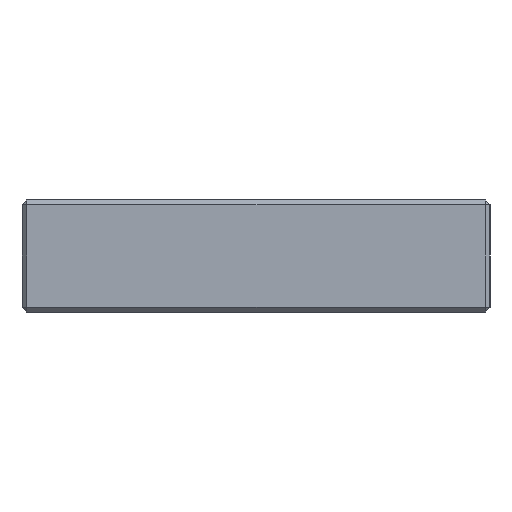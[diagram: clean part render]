
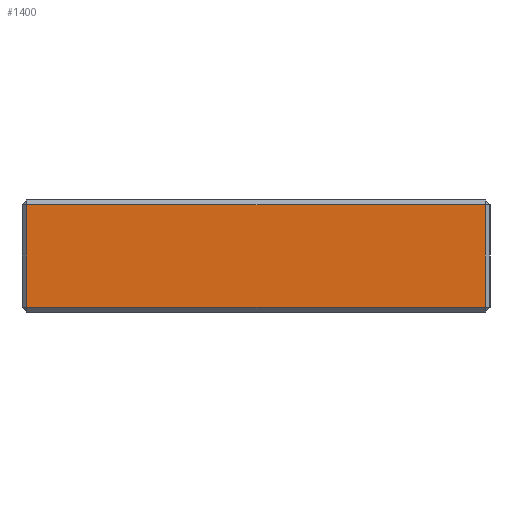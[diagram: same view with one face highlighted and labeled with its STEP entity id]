
A CAD part, front view. The second image highlights one B-rep face of the part: STEP entity #1400.
In plain terms, the highlighted planar face has unit normal (0, -1, 0).
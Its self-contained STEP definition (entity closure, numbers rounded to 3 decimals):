
#98=PLANE('',#1580);
#184=FACE_OUTER_BOUND('',#310,.T.);
#310=EDGE_LOOP('',(#1265,#1266,#1267,#1268));
#399=LINE('',#2360,#507);
#408=LINE('',#2377,#516);
#415=LINE('',#2389,#523);
#416=LINE('',#2391,#524);
#507=VECTOR('',#1971,10.);
#516=VECTOR('',#1988,10.);
#523=VECTOR('',#2001,10.);
#524=VECTOR('',#2004,10.);
#701=VERTEX_POINT('',#2339);
#706=VERTEX_POINT('',#2356);
#709=VERTEX_POINT('',#2371);
#712=VERTEX_POINT('',#2384);
#879=EDGE_CURVE('',#701,#706,#399,.T.);
#888=EDGE_CURVE('',#709,#701,#408,.T.);
#895=EDGE_CURVE('',#706,#712,#415,.T.);
#896=EDGE_CURVE('',#712,#709,#416,.T.);
#1265=ORIENTED_EDGE('',*,*,#879,.F.);
#1266=ORIENTED_EDGE('',*,*,#888,.F.);
#1267=ORIENTED_EDGE('',*,*,#896,.F.);
#1268=ORIENTED_EDGE('',*,*,#895,.F.);
#1400=ADVANCED_FACE('',(#184),#98,.T.);
#1580=AXIS2_PLACEMENT_3D('',#2401,#2019,#2020);
#1971=DIRECTION('',(-1.,0.,0.));
#1988=DIRECTION('',(0.,0.,-1.));
#2001=DIRECTION('',(0.,0.,1.));
#2004=DIRECTION('',(1.,0.,0.));
#2019=DIRECTION('center_axis',(0.,-1.,0.));
#2020=DIRECTION('ref_axis',(1.,0.,0.));
#2339=CARTESIAN_POINT('',(24.5,0.,0.5));
#2356=CARTESIAN_POINT('',(-24.5,0.,0.5));
#2360=CARTESIAN_POINT('',(-12.5,0.,0.5));
#2371=CARTESIAN_POINT('',(24.5,0.,11.5));
#2377=CARTESIAN_POINT('',(24.5,0.,0.));
#2384=CARTESIAN_POINT('',(-24.5,0.,11.5));
#2389=CARTESIAN_POINT('',(-24.5,0.,0.));
#2391=CARTESIAN_POINT('',(-12.5,0.,11.5));
#2401=CARTESIAN_POINT('Origin',(-25.,0.,0.));
